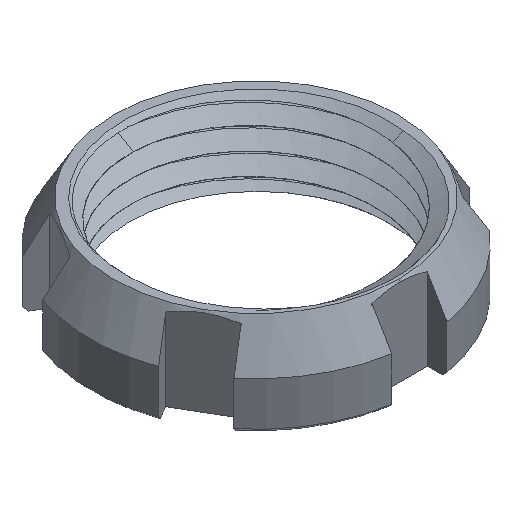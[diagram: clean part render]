
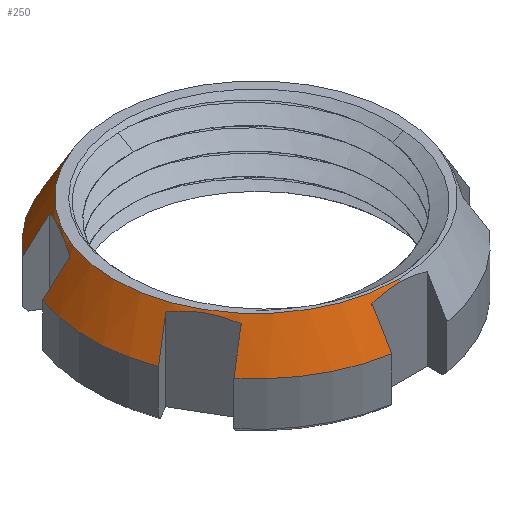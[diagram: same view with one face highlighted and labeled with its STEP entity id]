
A CAD part, isometric view. The second image highlights one B-rep face of the part: STEP entity #250.
In plain terms, the highlighted conical face has half-angle 30 degrees and reference radius 0.577 mm.
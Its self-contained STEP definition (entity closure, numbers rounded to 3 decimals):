
#65=CARTESIAN_POINT('',(0.,0.0,14.172));
#66=DIRECTION('',(0.,0.0,-1.0));
#67=DIRECTION('',(0.0,1.0,0.0));
#68=AXIS2_PLACEMENT_3D('',#65,#66,#67);
#69=CONICAL_SURFACE('',#68,0.577,30.);
#70=CARTESIAN_POINT('',(0.,6.5,3.913));
#71=VERTEX_POINT('',#70);
#72=CARTESIAN_POINT('',(0.,6.45,4.));
#73=VERTEX_POINT('',#72);
#74=CARTESIAN_POINT('',(0.,6.5,3.913));
#75=DIRECTION('',(0.,-0.5,0.866));
#76=VECTOR('',#75,0.1);
#77=LINE('',#74,#76);
#78=EDGE_CURVE('',#71,#73,#77,.T.);
#79=ORIENTED_EDGE('',*,*,#78,.F.);
#80=CARTESIAN_POINT('',(-1.25,6.5,3.707));
#81=VERTEX_POINT('',#80);
#82=CARTESIAN_POINT('',(-5.958,6.5,-0.1));
#83=CARTESIAN_POINT('',(0.,6.5,6.872));
#84=CARTESIAN_POINT('',(5.958,6.5,-0.1));
#92=(BOUNDED_CURVE()B_SPLINE_CURVE(2,(#82,#83,#84),.UNSPECIFIED.,.F.,.U.)B_SPLINE_CURVE_WITH_KNOTS((3,3),(0.0,14.367),.UNSPECIFIED.)CURVE()GEOMETRIC_REPRESENTATION_ITEM()RATIONAL_B_SPLINE_CURVE((1.0,1.356,1.0))REPRESENTATION_ITEM(''));
#93=EDGE_CURVE('',#81,#71,#92,.T.);
#94=ORIENTED_EDGE('',*,*,#93,.F.);
#95=CARTESIAN_POINT('',(-1.25,7.395,2.181));
#96=VERTEX_POINT('',#95);
#97=CARTESIAN_POINT('',(-1.25,6.5,3.707));
#98=CARTESIAN_POINT('',(-1.25,6.596,3.544));
#99=CARTESIAN_POINT('',(-1.25,6.79,3.213));
#100=CARTESIAN_POINT('',(-1.25,7.088,2.705));
#101=CARTESIAN_POINT('',(-1.25,7.292,2.357));
#102=CARTESIAN_POINT('',(-1.25,7.395,2.181));
#103=B_SPLINE_CURVE_WITH_KNOTS('',3,(#97,#98,#99,#100,#101,#102),.UNSPECIFIED.,.F.,.U.,(4,1,1,4),(0.0,0.333,0.667,1.0),.UNSPECIFIED.);
#104=EDGE_CURVE('',#81,#96,#103,.T.);
#105=ORIENTED_EDGE('',*,*,#104,.T.);
#106=CARTESIAN_POINT('',(-5.779,4.78,2.181));
#107=VERTEX_POINT('',#106);
#108=CARTESIAN_POINT('',(0.,0.0,2.181));
#109=DIRECTION('',(0.,0.,1.0));
#110=DIRECTION('',(-0.167,0.986,0.));
#111=AXIS2_PLACEMENT_3D('',#108,#109,#110);
#112=CIRCLE('',#111,7.5);
#113=EDGE_CURVE('',#96,#107,#112,.T.);
#114=ORIENTED_EDGE('',*,*,#113,.T.);
#115=CARTESIAN_POINT('',(-5.004,4.333,3.707));
#116=VERTEX_POINT('',#115);
#117=CARTESIAN_POINT('',(-5.779,4.78,2.181));
#118=CARTESIAN_POINT('',(-5.69,4.729,2.357));
#119=CARTESIAN_POINT('',(-5.514,4.627,2.704));
#120=CARTESIAN_POINT('',(-5.256,4.478,3.213));
#121=CARTESIAN_POINT('',(-5.087,4.381,3.544));
#122=CARTESIAN_POINT('',(-5.004,4.333,3.707));
#123=B_SPLINE_CURVE_WITH_KNOTS('',3,(#117,#118,#119,#120,#121,#122),.UNSPECIFIED.,.F.,.U.,(4,1,1,4),(0.0,0.333,0.667,1.0),.UNSPECIFIED.);
#124=EDGE_CURVE('',#107,#116,#123,.T.);
#125=ORIENTED_EDGE('',*,*,#124,.T.);
#126=CARTESIAN_POINT('',(-6.254,2.167,3.707));
#127=VERTEX_POINT('',#126);
#128=CARTESIAN_POINT('',(-8.608,-1.909,-0.1));
#129=CARTESIAN_POINT('',(-5.629,3.25,6.872));
#130=CARTESIAN_POINT('',(-2.65,8.409,-0.1));
#138=(BOUNDED_CURVE()B_SPLINE_CURVE(2,(#128,#129,#130),.UNSPECIFIED.,.F.,.U.)B_SPLINE_CURVE_WITH_KNOTS((3,3),(0.0,14.367),.UNSPECIFIED.)CURVE()GEOMETRIC_REPRESENTATION_ITEM()RATIONAL_B_SPLINE_CURVE((1.0,1.356,1.0))REPRESENTATION_ITEM(''));
#139=EDGE_CURVE('',#127,#116,#138,.T.);
#140=ORIENTED_EDGE('',*,*,#139,.F.);
#141=CARTESIAN_POINT('',(-7.029,2.615,2.181));
#142=VERTEX_POINT('',#141);
#143=CARTESIAN_POINT('',(-6.254,2.167,3.707));
#144=CARTESIAN_POINT('',(-6.337,2.215,3.544));
#145=CARTESIAN_POINT('',(-6.505,2.313,3.213));
#146=CARTESIAN_POINT('',(-6.764,2.462,2.705));
#147=CARTESIAN_POINT('',(-6.94,2.564,2.357));
#148=CARTESIAN_POINT('',(-7.029,2.615,2.181));
#149=B_SPLINE_CURVE_WITH_KNOTS('',3,(#143,#144,#145,#146,#147,#148),.UNSPECIFIED.,.F.,.U.,(4,1,1,4),(0.0,0.333,0.667,1.0),.UNSPECIFIED.);
#150=EDGE_CURVE('',#127,#142,#149,.T.);
#151=ORIENTED_EDGE('',*,*,#150,.T.);
#152=CARTESIAN_POINT('',(-7.029,-2.615,2.181));
#153=VERTEX_POINT('',#152);
#154=CARTESIAN_POINT('',(0.,0.0,2.181));
#155=DIRECTION('',(0.,0.,1.0));
#156=DIRECTION('',(-0.937,0.349,0.));
#157=AXIS2_PLACEMENT_3D('',#154,#155,#156);
#158=CIRCLE('',#157,7.5);
#159=EDGE_CURVE('',#142,#153,#158,.T.);
#160=ORIENTED_EDGE('',*,*,#159,.T.);
#161=CARTESIAN_POINT('',(-6.254,-2.167,3.707));
#162=VERTEX_POINT('',#161);
#163=CARTESIAN_POINT('',(-7.029,-2.615,2.181));
#164=CARTESIAN_POINT('',(-6.94,-2.564,2.357));
#165=CARTESIAN_POINT('',(-6.764,-2.462,2.704));
#166=CARTESIAN_POINT('',(-6.506,-2.313,3.213));
#167=CARTESIAN_POINT('',(-6.337,-2.215,3.544));
#168=CARTESIAN_POINT('',(-6.254,-2.167,3.707));
#169=B_SPLINE_CURVE_WITH_KNOTS('',3,(#163,#164,#165,#166,#167,#168),.UNSPECIFIED.,.F.,.U.,(4,1,1,4),(0.0,0.333,0.667,1.0),.UNSPECIFIED.);
#170=EDGE_CURVE('',#153,#162,#169,.T.);
#171=ORIENTED_EDGE('',*,*,#170,.T.);
#172=CARTESIAN_POINT('',(-5.004,-4.333,3.707));
#173=VERTEX_POINT('',#172);
#174=CARTESIAN_POINT('',(-2.65,-8.409,-0.1));
#175=CARTESIAN_POINT('',(-5.629,-3.25,6.872));
#176=CARTESIAN_POINT('',(-8.608,1.909,-0.1));
#184=(BOUNDED_CURVE()B_SPLINE_CURVE(2,(#174,#175,#176),.UNSPECIFIED.,.F.,.U.)B_SPLINE_CURVE_WITH_KNOTS((3,3),(0.0,14.367),.UNSPECIFIED.)CURVE()GEOMETRIC_REPRESENTATION_ITEM()RATIONAL_B_SPLINE_CURVE((1.0,1.356,1.0))REPRESENTATION_ITEM(''));
#185=EDGE_CURVE('',#173,#162,#184,.T.);
#186=ORIENTED_EDGE('',*,*,#185,.F.);
#187=CARTESIAN_POINT('',(-5.779,-4.78,2.181));
#188=VERTEX_POINT('',#187);
#189=CARTESIAN_POINT('',(-5.004,-4.333,3.707));
#190=CARTESIAN_POINT('',(-5.087,-4.381,3.544));
#191=CARTESIAN_POINT('',(-5.255,-4.478,3.213));
#192=CARTESIAN_POINT('',(-5.514,-4.627,2.705));
#193=CARTESIAN_POINT('',(-5.69,-4.729,2.357));
#194=CARTESIAN_POINT('',(-5.779,-4.78,2.181));
#195=B_SPLINE_CURVE_WITH_KNOTS('',3,(#189,#190,#191,#192,#193,#194),.UNSPECIFIED.,.F.,.U.,(4,1,1,4),(0.0,0.333,0.667,1.0),.UNSPECIFIED.);
#196=EDGE_CURVE('',#173,#188,#195,.T.);
#197=ORIENTED_EDGE('',*,*,#196,.T.);
#198=CARTESIAN_POINT('',(-1.25,-7.395,2.181));
#199=VERTEX_POINT('',#198);
#200=CARTESIAN_POINT('',(0.,0.0,2.181));
#201=DIRECTION('',(0.,0.,1.0));
#202=DIRECTION('',(-0.771,-0.637,0.));
#203=AXIS2_PLACEMENT_3D('',#200,#201,#202);
#204=CIRCLE('',#203,7.5);
#205=EDGE_CURVE('',#188,#199,#204,.T.);
#206=ORIENTED_EDGE('',*,*,#205,.T.);
#207=CARTESIAN_POINT('',(-1.25,-6.5,3.707));
#208=VERTEX_POINT('',#207);
#209=CARTESIAN_POINT('',(-1.25,-7.395,2.181));
#210=CARTESIAN_POINT('',(-1.25,-7.292,2.357));
#211=CARTESIAN_POINT('',(-1.25,-7.089,2.704));
#212=CARTESIAN_POINT('',(-1.25,-6.79,3.213));
#213=CARTESIAN_POINT('',(-1.25,-6.596,3.544));
#214=CARTESIAN_POINT('',(-1.25,-6.5,3.707));
#215=B_SPLINE_CURVE_WITH_KNOTS('',3,(#209,#210,#211,#212,#213,#214),.UNSPECIFIED.,.F.,.U.,(4,1,1,4),(0.0,0.333,0.667,1.0),.UNSPECIFIED.);
#216=EDGE_CURVE('',#199,#208,#215,.T.);
#217=ORIENTED_EDGE('',*,*,#216,.T.);
#218=CARTESIAN_POINT('',(0.,-6.5,3.913));
#219=VERTEX_POINT('',#218);
#220=CARTESIAN_POINT('',(5.958,-6.5,-0.1));
#221=CARTESIAN_POINT('',(0.,-6.5,6.872));
#222=CARTESIAN_POINT('',(-5.958,-6.5,-0.1));
#230=(BOUNDED_CURVE()B_SPLINE_CURVE(2,(#220,#221,#222),.UNSPECIFIED.,.F.,.U.)B_SPLINE_CURVE_WITH_KNOTS((3,3),(0.0,14.367),.UNSPECIFIED.)CURVE()GEOMETRIC_REPRESENTATION_ITEM()RATIONAL_B_SPLINE_CURVE((1.0,1.356,1.0))REPRESENTATION_ITEM(''));
#231=EDGE_CURVE('',#219,#208,#230,.T.);
#232=ORIENTED_EDGE('',*,*,#231,.F.);
#233=CARTESIAN_POINT('',(0.,-6.45,4.0));
#234=VERTEX_POINT('',#233);
#235=CARTESIAN_POINT('',(0.,-6.5,3.913));
#236=DIRECTION('',(0.,0.5,0.866));
#237=VECTOR('',#236,0.1);
#238=LINE('',#235,#237);
#239=EDGE_CURVE('',#219,#234,#238,.T.);
#240=ORIENTED_EDGE('',*,*,#239,.T.);
#241=CARTESIAN_POINT('',(0.,0.0,4.0));
#242=DIRECTION('',(0.0,0.0,-1.0));
#243=DIRECTION('',(0.0,-1.0,0.0));
#244=AXIS2_PLACEMENT_3D('',#241,#242,#243);
#245=CIRCLE('',#244,6.45);
#246=EDGE_CURVE('',#234,#73,#245,.T.);
#247=ORIENTED_EDGE('',*,*,#246,.T.);
#248=EDGE_LOOP('',(#79,#94,#105,#114,#125,#140,#151,#160,#171,#186,#197,#206,#217,#232,#240,#247));
#249=FACE_OUTER_BOUND('',#248,.T.);
#250=ADVANCED_FACE('',(#249),#69,.T.);
